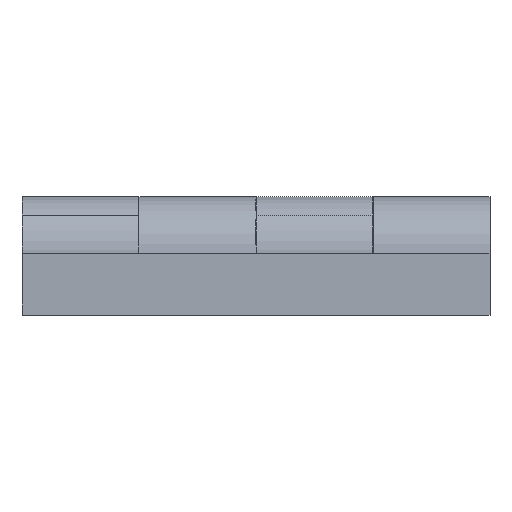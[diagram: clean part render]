
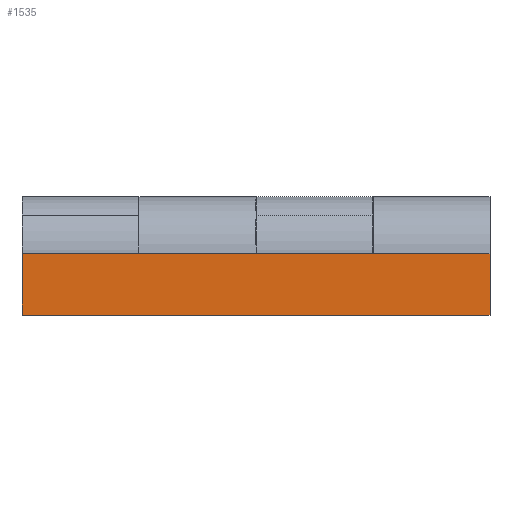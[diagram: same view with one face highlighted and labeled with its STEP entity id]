
A CAD part, left-side view. The second image highlights one B-rep face of the part: STEP entity #1535.
In plain terms, the highlighted planar face has unit normal (-1, 0, 0).
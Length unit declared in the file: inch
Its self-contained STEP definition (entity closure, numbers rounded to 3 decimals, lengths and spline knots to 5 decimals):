
#1357=CARTESIAN_POINT('',(-0.23,1.96,0.));
#1358=VERTEX_POINT('',#1357);
#1365=CARTESIAN_POINT('',(-0.23,1.96,0.3125));
#1366=VERTEX_POINT('',#1365);
#1367=CARTESIAN_POINT('',(-0.23,1.96,0.3125));
#1368=DIRECTION('',(0.0,0.0,-1.0));
#1369=VECTOR('',#1368,0.3125);
#1370=LINE('',#1367,#1369);
#1371=EDGE_CURVE('',#1366,#1358,#1370,.T.);
#1390=CARTESIAN_POINT('',(-0.23,-0.415,0.3125));
#1391=VERTEX_POINT('',#1390);
#1392=CARTESIAN_POINT('',(-0.23,-0.415,0.3125));
#1393=DIRECTION('',(0.0,1.0,0.0));
#1394=VECTOR('',#1393,2.375);
#1395=LINE('',#1392,#1394);
#1396=EDGE_CURVE('',#1391,#1366,#1395,.T.);
#1512=CARTESIAN_POINT('',(-0.23,-0.415,0.3125));
#1513=DIRECTION('',(-1.0,0.0,0.0));
#1514=DIRECTION('',(0.0,1.0,0.0));
#1515=AXIS2_PLACEMENT_3D('',#1512,#1513,#1514);
#1516=PLANE('',#1515);
#1517=ORIENTED_EDGE('',*,*,#1371,.T.);
#1518=CARTESIAN_POINT('',(-0.23,-0.415,0.0));
#1519=VERTEX_POINT('',#1518);
#1520=CARTESIAN_POINT('',(-0.23,-0.415,0.0));
#1521=DIRECTION('',(0.0,1.0,0.0));
#1522=VECTOR('',#1521,2.375);
#1523=LINE('',#1520,#1522);
#1524=EDGE_CURVE('',#1519,#1358,#1523,.T.);
#1525=ORIENTED_EDGE('',*,*,#1524,.F.);
#1526=CARTESIAN_POINT('',(-0.23,-0.415,0.3125));
#1527=DIRECTION('',(0.0,0.0,-1.0));
#1528=VECTOR('',#1527,0.3125);
#1529=LINE('',#1526,#1528);
#1530=EDGE_CURVE('',#1391,#1519,#1529,.T.);
#1531=ORIENTED_EDGE('',*,*,#1530,.F.);
#1532=ORIENTED_EDGE('',*,*,#1396,.T.);
#1533=EDGE_LOOP('',(#1517,#1525,#1531,#1532));
#1534=FACE_OUTER_BOUND('',#1533,.T.);
#1535=ADVANCED_FACE('',(#1534),#1516,.T.);
